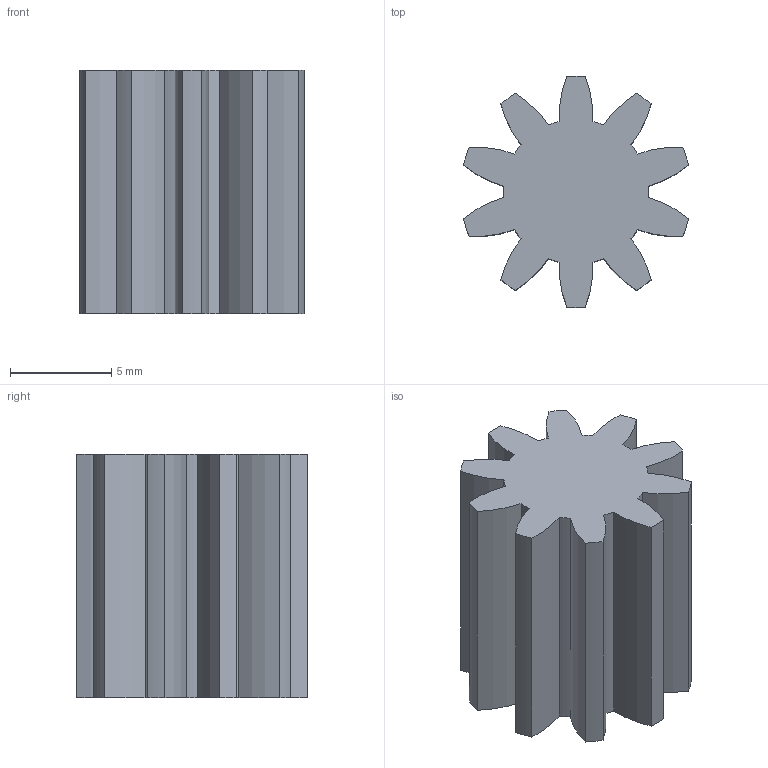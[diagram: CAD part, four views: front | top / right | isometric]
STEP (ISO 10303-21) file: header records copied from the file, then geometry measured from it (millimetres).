
FILE_DESCRIPTION(/* description */ (''),/* implementation_level */ '2;1');
FILE_NAME(/* name */ 'sun_gear.stp',/* time_stamp */ '2019-07-25T10:41:06+09:00',/* author */ ('cdi'),/* organization */ (''),/* preprocessor_version */ 'ST-DEVELOPER v17.2',/* originating_system */ 'Autodesk Inventor 2019',/* authorisation */ '');
FILE_SCHEMA (('AUTOMOTIVE_DESIGN { 1 0 10303 214 3 1 1 }'));
Length unit declared in the file: millimetre
Products named in the file (1): Spur Gear1
Bounding box: 11.09 x 11.4 x 12 mm (x, y, z)
Volume: 851.5 mm3; surface area: 861.2 mm2
Topology: 1 solids, 1 shells, 42 faces, 120 edges, 80 vertices
Faces by surface type: cylinder 40, plane 2
Entity records: 1465 total; most frequent: DIRECTION 286, CARTESIAN_POINT 243, ORIENTED_EDGE 240, AXIS2_PLACEMENT_3D 123, EDGE_CURVE 120, CIRCLE 80, VERTEX_POINT 80, FACE_OUTER_BOUND 42
